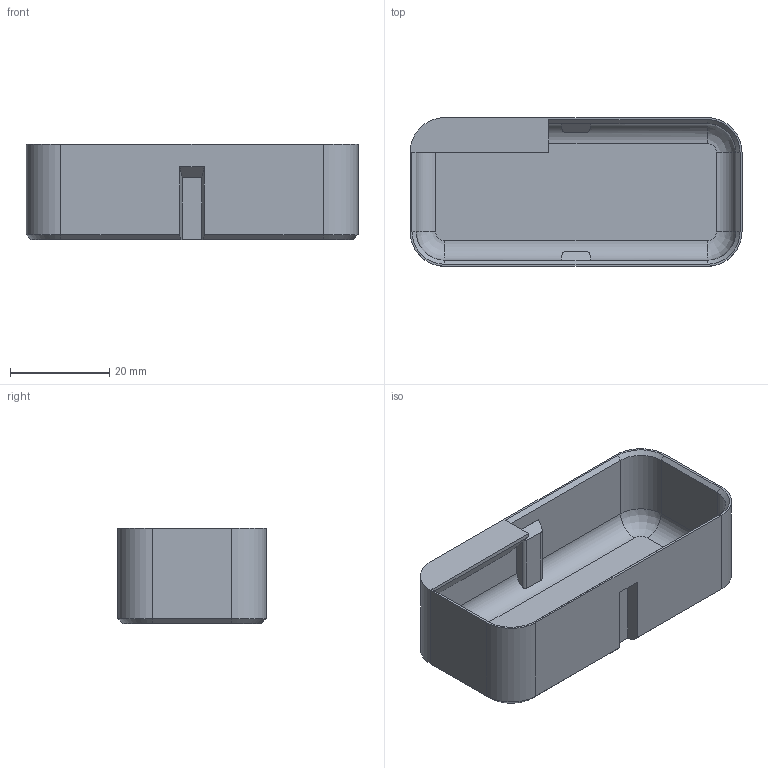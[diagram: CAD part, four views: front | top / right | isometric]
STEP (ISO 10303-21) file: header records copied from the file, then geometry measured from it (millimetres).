
FILE_DESCRIPTION(('FreeCAD Model'),'2;1');
FILE_NAME('Open CASCADE Shape Model','2024-10-15T19:49:01',('FreeCAD'),( 'FreeCAD'),'Open CASCADE STEP processor 7.6','FreeCAD','Unknown');
FILE_SCHEMA(('AUTOMOTIVE_DESIGN { 1 0 10303 214 1 1 1 1 }'));
Length unit declared in the file: millimetre
Products named in the file (1): Open CASCADE STEP translator 7.6 2
Bounding box: 67 x 30 x 19.2 mm (x, y, z)
Volume: 7242.9 mm3; surface area: 10452.4 mm2
Topology: 1 solids, 1 shells, 71 faces, 180 edges, 112 vertices
Faces by surface type: plane 44, cylinder 16, cone 7, revolution 4
Entity records: 4888 total; most frequent: CARTESIAN_POINT 1211, DIRECTION 698, LINE 452, VECTOR 452, ORIENTED_EDGE 360, PCURVE 360, DEFINITIONAL_REPRESENTATION 360, EDGE_CURVE 180
